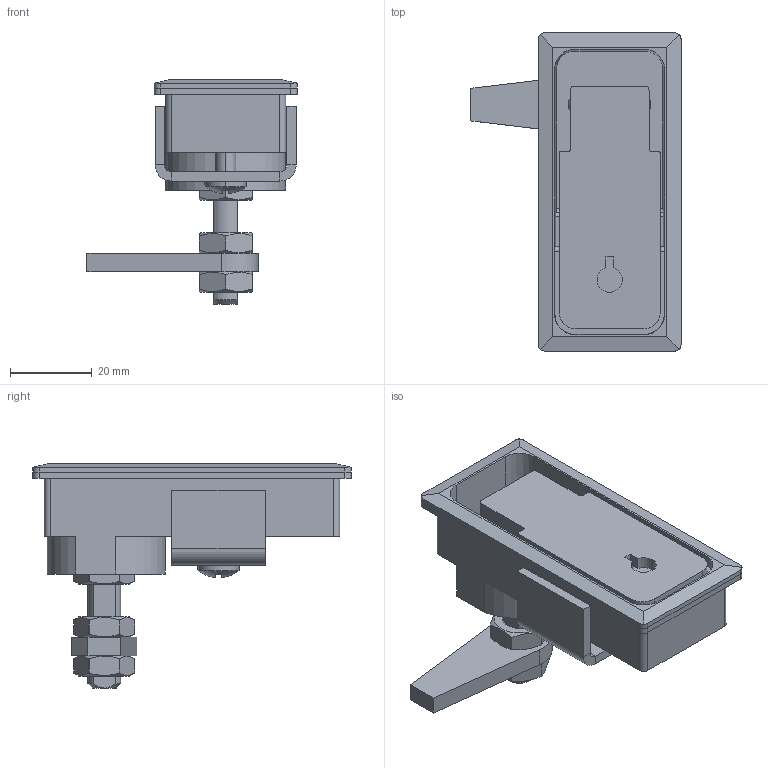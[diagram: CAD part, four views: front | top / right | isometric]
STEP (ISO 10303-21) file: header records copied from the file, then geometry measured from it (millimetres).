
FILE_DESCRIPTION (( 'STEP AP203' ), '1' );
FILE_NAME ('A-205-3-1_.STEP', '2006-06-01T06:53:05', ( ' ' ), ( ' ' ), 'SwSTEP 2.0', 'SolidWorks 2005204', '' );
FILE_SCHEMA (( 'CONFIG_CONTROL_DESIGN' ));
Length unit declared in the file: millimetre
Products named in the file (13): A-204-205-3僷僢僉儞俛_棉太倌; A-205巭傔嬥_棉太倌; A-204-205-3僫僢僩_棉太倌; A-205-3-1_; A-204-3杮懱_岞_棉太倌; A-204-205-3僔儍僼僩_棉太倌; A-204-205-3僗僩僢僷乕_棉太倌; A-204-3-1僴儞僪儖_岞_棉太倌; A-204-205僶僀儞僪彫僱僕.SLDASM; A-204-205僺儞_棉太倌; A-204-205嶌摦嬥嬶_棉太倌; Ｍ８歯付座金_JIS B 1255 A 8; A-204庢晅斅_棉太倌
Assembly tree (14 placements, depth 2):
  A-205-3-1_
    A-204-205-3僗僩僢僷乕_棉太倌
    A-204-205-3僫僢僩_棉太倌  x3
    A-204-205僺儞_棉太倌
    A-204-3-1僴儞僪儖_岞_棉太倌
    A-204-205-3僷僢僉儞俛_棉太倌
    A-205巭傔嬥_棉太倌
    A-204-205僶僀儞僪彫僱僕.SLDASM
    A-204-3杮懱_岞_棉太倌
    A-204-205-3僔儍僼僩_棉太倌
    A-204-205嶌摦嬥嬶_棉太倌
    Ｍ８歯付座金_JIS B 1255 A 8
    A-204庢晅斅_棉太倌
Bounding box: 51.5 x 78 x 54.95 mm (x, y, z)
Volume: 36677.3 mm3; surface area: 32258.9 mm2
Topology: 14 solids, 14 shells, 451 faces, 1147 edges, 727 vertices
Faces by surface type: plane 216, cylinder 169, cone 50, torus 8, sphere 6, bspline 2
Entity records: 14335 total; most frequent: CARTESIAN_POINT 3007, DIRECTION 2143, ORIENTED_EDGE 2038, EDGE_CURVE 1019, AXIS2_PLACEMENT_3D 772, VERTEX_POINT 647, VECTOR 599, LINE 599
